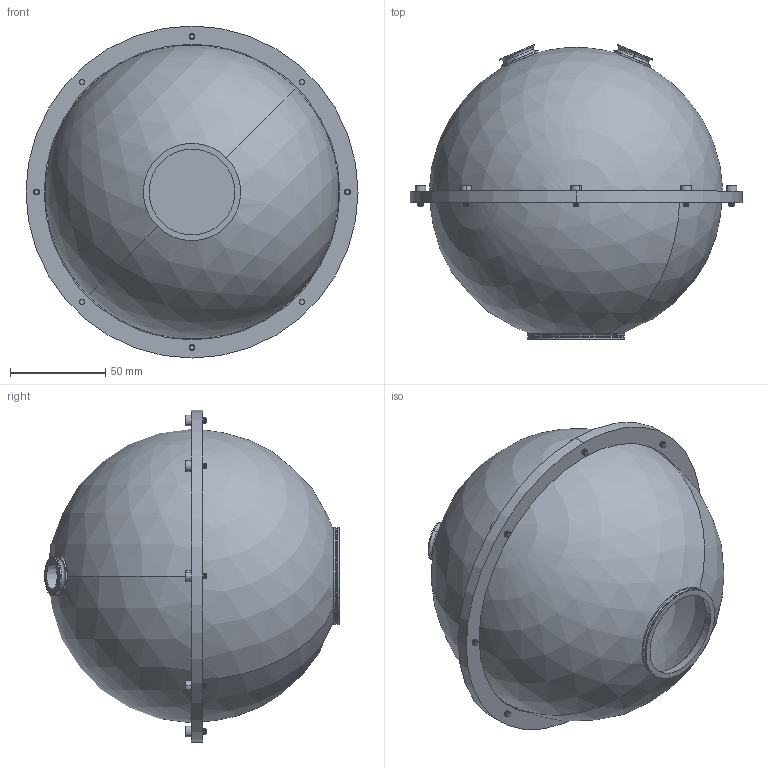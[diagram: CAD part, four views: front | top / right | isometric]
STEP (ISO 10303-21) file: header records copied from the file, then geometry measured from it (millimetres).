
FILE_DESCRIPTION (( 'STEP AP203' ), '1' );
FILE_NAME ('UIS-150-045-C-Y.STEP', '2020-12-28T07:12:31', ( '' ), ( '' ), 'SwSTEP 2.0', 'SolidWorks 2020', '' );
FILE_SCHEMA (( 'CONFIG_CONTROL_DESIGN' ));
Length unit declared in the file: millimetre
Products named in the file (1): UIS-150-045-C-Y
Bounding box: 174 x 154.48 x 174 mm (x, y, z)
Surface area: 179216.6 mm2 (no closed solid volume)
Topology: 0 solids, 45 shells, 223 faces, 686 edges, 484 vertices
Faces by surface type: plane 71, cylinder 62, cone 54, torus 28, sphere 8
Entity records: 7855 total; most frequent: DIRECTION 1542, CARTESIAN_POINT 1382, ORIENTED_EDGE 1054, EDGE_CURVE 678, AXIS2_PLACEMENT_3D 640, VERTEX_POINT 480, CIRCLE 416, EDGE_LOOP 284
